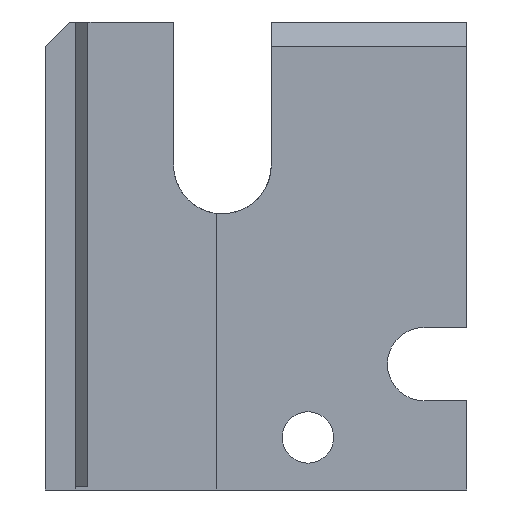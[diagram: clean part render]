
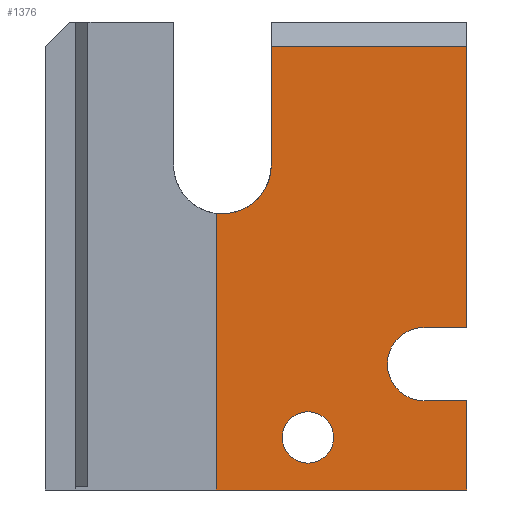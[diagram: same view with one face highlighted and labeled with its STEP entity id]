
A CAD part, front view. The second image highlights one B-rep face of the part: STEP entity #1376.
In plain terms, the highlighted planar face has unit normal (0, -1, 0).
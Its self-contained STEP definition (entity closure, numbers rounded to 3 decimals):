
#564 = EDGE_CURVE('',#565,#567,#569,.T.);
#565 = VERTEX_POINT('',#566);
#566 = CARTESIAN_POINT('',(14.,0.,-0.3));
#567 = VERTEX_POINT('',#568);
#568 = CARTESIAN_POINT('',(34.5,0.,-0.3));
#569 = LINE('',#570,#571);
#570 = CARTESIAN_POINT('',(14.,0.,-0.3));
#571 = VECTOR('',#572,1.);
#572 = DIRECTION('',(1.,0.,0.));
#656 = VERTEX_POINT('',#657);
#657 = CARTESIAN_POINT('',(34.5,0.,7.));
#665 = EDGE_CURVE('',#656,#567,#666,.T.);
#666 = LINE('',#667,#668);
#667 = CARTESIAN_POINT('',(34.5,0.,0.));
#668 = VECTOR('',#669,1.);
#669 = DIRECTION('',(-0.,-0.,-1.));
#887 = VERTEX_POINT('',#888);
#888 = CARTESIAN_POINT('',(34.5,0.,36.));
#894 = EDGE_CURVE('',#887,#895,#897,.T.);
#895 = VERTEX_POINT('',#896);
#896 = CARTESIAN_POINT('',(34.5,0.,13.));
#897 = LINE('',#898,#899);
#898 = CARTESIAN_POINT('',(34.5,0.,0.));
#899 = VECTOR('',#900,1.);
#900 = DIRECTION('',(-0.,-0.,-1.));
#964 = VERTEX_POINT('',#965);
#965 = CARTESIAN_POINT('',(18.5,0.,26.3));
#971 = EDGE_CURVE('',#972,#964,#974,.T.);
#972 = VERTEX_POINT('',#973);
#973 = CARTESIAN_POINT('',(18.5,0.,36.));
#974 = LINE('',#975,#976);
#975 = CARTESIAN_POINT('',(18.5,0.,22.65));
#976 = VECTOR('',#977,1.);
#977 = DIRECTION('',(0.,0.,-1.));
#995 = EDGE_CURVE('',#964,#996,#998,.T.);
#996 = VERTEX_POINT('',#997);
#997 = CARTESIAN_POINT('',(14.,0.,22.331));
#998 = CIRCLE('',#999,4.);
#999 = AXIS2_PLACEMENT_3D('',#1000,#1001,#1002);
#1000 = CARTESIAN_POINT('',(14.5,0.,26.3));
#1001 = DIRECTION('',(0.,1.,0.));
#1002 = DIRECTION('',(-1.,0.,0.));
#1376 = ADVANCED_FACE('',(#1377,#1419),#1430,.T.);
#1377 = FACE_BOUND('',#1378,.T.);
#1378 = EDGE_LOOP('',(#1379,#1385,#1386,#1387,#1393,#1394,#1395,#1403,
    #1412,#1418));
#1379 = ORIENTED_EDGE('',*,*,#1380,.F.);
#1380 = EDGE_CURVE('',#972,#887,#1381,.T.);
#1381 = LINE('',#1382,#1383);
#1382 = CARTESIAN_POINT('',(18.5,0.,36.));
#1383 = VECTOR('',#1384,1.);
#1384 = DIRECTION('',(1.,0.,0.));
#1385 = ORIENTED_EDGE('',*,*,#971,.T.);
#1386 = ORIENTED_EDGE('',*,*,#995,.T.);
#1387 = ORIENTED_EDGE('',*,*,#1388,.T.);
#1388 = EDGE_CURVE('',#996,#565,#1389,.T.);
#1389 = LINE('',#1390,#1391);
#1390 = CARTESIAN_POINT('',(14.,0.,0.));
#1391 = VECTOR('',#1392,1.);
#1392 = DIRECTION('',(-0.,-0.,-1.));
#1393 = ORIENTED_EDGE('',*,*,#564,.T.);
#1394 = ORIENTED_EDGE('',*,*,#665,.F.);
#1395 = ORIENTED_EDGE('',*,*,#1396,.F.);
#1396 = EDGE_CURVE('',#1397,#656,#1399,.T.);
#1397 = VERTEX_POINT('',#1398);
#1398 = CARTESIAN_POINT('',(31.,0.,7.));
#1399 = LINE('',#1400,#1401);
#1400 = CARTESIAN_POINT('',(31.,0.,7.));
#1401 = VECTOR('',#1402,1.);
#1402 = DIRECTION('',(1.,0.,0.));
#1403 = ORIENTED_EDGE('',*,*,#1404,.F.);
#1404 = EDGE_CURVE('',#1405,#1397,#1407,.T.);
#1405 = VERTEX_POINT('',#1406);
#1406 = CARTESIAN_POINT('',(31.,0.,13.));
#1407 = CIRCLE('',#1408,3.);
#1408 = AXIS2_PLACEMENT_3D('',#1409,#1410,#1411);
#1409 = CARTESIAN_POINT('',(31.,0.,10.));
#1410 = DIRECTION('',(0.,-1.,0.));
#1411 = DIRECTION('',(1.,0.,0.));
#1412 = ORIENTED_EDGE('',*,*,#1413,.T.);
#1413 = EDGE_CURVE('',#1405,#895,#1414,.T.);
#1414 = LINE('',#1415,#1416);
#1415 = CARTESIAN_POINT('',(31.,0.,13.));
#1416 = VECTOR('',#1417,1.);
#1417 = DIRECTION('',(1.,0.,0.));
#1418 = ORIENTED_EDGE('',*,*,#894,.F.);
#1419 = FACE_BOUND('',#1420,.T.);
#1420 = EDGE_LOOP('',(#1421));
#1421 = ORIENTED_EDGE('',*,*,#1422,.F.);
#1422 = EDGE_CURVE('',#1423,#1423,#1425,.T.);
#1423 = VERTEX_POINT('',#1424);
#1424 = CARTESIAN_POINT('',(23.6,0.,4.));
#1425 = CIRCLE('',#1426,2.1);
#1426 = AXIS2_PLACEMENT_3D('',#1427,#1428,#1429);
#1427 = CARTESIAN_POINT('',(21.5,0.,4.));
#1428 = DIRECTION('',(0.,-1.,0.));
#1429 = DIRECTION('',(1.,0.,0.));
#1430 = PLANE('',#1431);
#1431 = AXIS2_PLACEMENT_3D('',#1432,#1433,#1434);
#1432 = CARTESIAN_POINT('',(24.879,0.,
    17.241));
#1433 = DIRECTION('',(-0.,-1.,-0.));
#1434 = DIRECTION('',(0.,0.,-1.));
